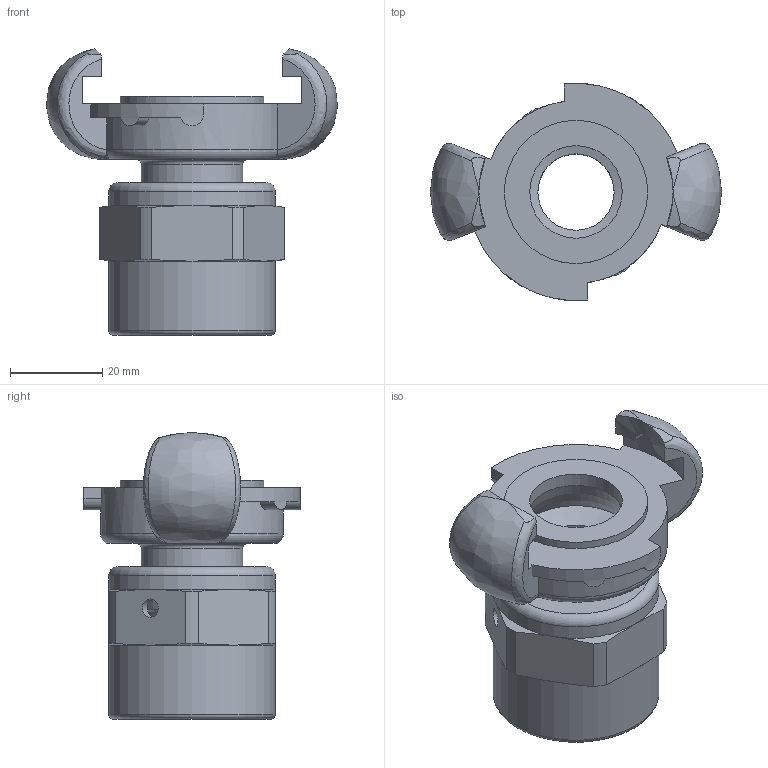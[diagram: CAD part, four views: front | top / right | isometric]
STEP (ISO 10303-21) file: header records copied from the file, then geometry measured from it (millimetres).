
FILE_DESCRIPTION(/* description */ (''),/* implementation_level */ '2;1');
FILE_NAME(/* name */ 'ektq_196_v.stp',/* time_stamp */ '2022-09-17T10:52:35+02:00',/* author */ ('meier'),/* organization */ (''),/* preprocessor_version */ 'ST-DEVELOPER v18.1',/* originating_system */ 'Autodesk Inventor 2022',/* authorisation */ '0 mm^3');
FILE_SCHEMA (('AUTOMOTIVE_DESIGN { 1 0 10303 214 3 1 1 }'));
Length unit declared in the file: millimetre
Products named in the file (1): ENG-007840
Bounding box: 62.97 x 47 x 61.89 mm (x, y, z)
Volume: 33058 mm3; surface area: 20702.5 mm2
Topology: 1 solids, 2 shells, 122 faces, 299 edges, 193 vertices
Faces by surface type: cylinder 38, plane 36, cone 23, torus 11, bspline 10, sphere 4
Full cylindrical faces by diameter (mm): 4 x1, 16.5 x1, 20 x1, 22 x2, 28.5 x1, 31 x2, 32 x2, 34 x1, 35 x1, 36 x2
Entity records: 4597 total; most frequent: CARTESIAN_POINT 1654, ORIENTED_EDGE 598, DIRECTION 545, EDGE_CURVE 299, AXIS2_PLACEMENT_3D 232, VERTEX_POINT 193, EDGE_LOOP 140, STYLED_ITEM 123
